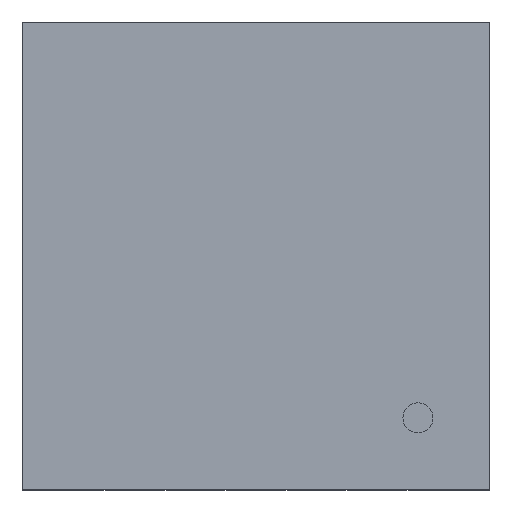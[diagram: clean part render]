
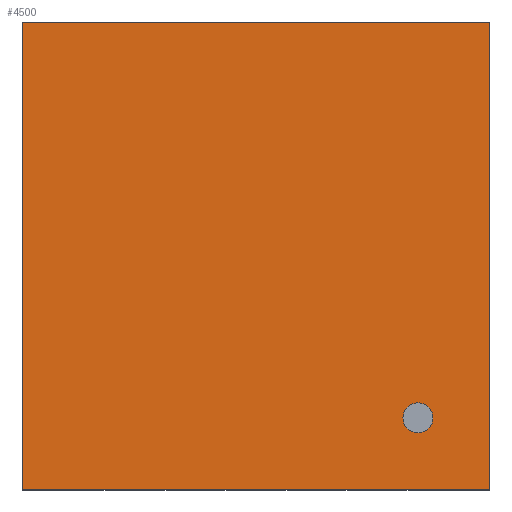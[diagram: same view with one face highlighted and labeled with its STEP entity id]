
A CAD part, top view. The second image highlights one B-rep face of the part: STEP entity #4500.
In plain terms, the highlighted planar face has unit normal (0, 0, 1).
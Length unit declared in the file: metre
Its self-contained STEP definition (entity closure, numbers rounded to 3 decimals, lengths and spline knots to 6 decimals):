
#226=CIRCLE('',#5138,0.000125);
#929=ORIENTED_EDGE('',*,*,#1946,.F.);
#930=ORIENTED_EDGE('',*,*,#1781,.F.);
#931=ORIENTED_EDGE('',*,*,#1919,.T.);
#932=ORIENTED_EDGE('',*,*,#1944,.T.);
#933=ORIENTED_EDGE('',*,*,#1804,.F.);
#1781=EDGE_CURVE('',#2338,#2339,#2789,.T.);
#1804=EDGE_CURVE('',#2339,#2361,#2812,.T.);
#1919=EDGE_CURVE('',#2338,#2458,#2903,.T.);
#1944=EDGE_CURVE('',#2458,#2361,#2928,.T.);
#1946=EDGE_CURVE('',#2475,#2475,#226,.T.);
#2338=VERTEX_POINT('',#7142);
#2339=VERTEX_POINT('',#7144);
#2361=VERTEX_POINT('',#7190);
#2458=VERTEX_POINT('',#7403);
#2475=VERTEX_POINT('',#7450);
#2789=LINE('',#7143,#3311);
#2812=LINE('',#7189,#3334);
#2903=LINE('',#7404,#3425);
#2928=LINE('',#7446,#3450);
#3311=VECTOR('',#5831,1.);
#3334=VECTOR('',#5856,1.);
#3425=VECTOR('',#5999,1.);
#3450=VECTOR('',#6026,1.);
#3751=EDGE_LOOP('',(#929));
#3752=EDGE_LOOP('',(#930,#931,#932,#933));
#4019=FACE_BOUND('',#3751,.T.);
#4020=FACE_BOUND('',#3752,.T.);
#4271=PLANE('',#5137);
#4500=ADVANCED_FACE('',(#4019,#4020),#4271,.T.);
#5137=AXIS2_PLACEMENT_3D('',#7448,#6028,#6029);
#5138=AXIS2_PLACEMENT_3D('',#7449,#6030,#6031);
#5831=DIRECTION('',(0.,-1.,0.));
#5856=DIRECTION('',(-1.,0.,0.));
#5999=DIRECTION('',(-1.,0.,0.));
#6026=DIRECTION('',(0.,-1.,0.));
#6028=DIRECTION('',(0.,0.,1.));
#6029=DIRECTION('',(1.,0.,0.));
#6030=DIRECTION('',(0.,0.,1.));
#6031=DIRECTION('',(1.,0.,0.));
#7142=CARTESIAN_POINT('',(0.00195,0.00195,0.0007));
#7143=CARTESIAN_POINT('',(0.00195,0.,0.0007));
#7144=CARTESIAN_POINT('',(0.00195,-0.00195,0.0007));
#7189=CARTESIAN_POINT('',(0.,-0.00195,0.0007));
#7190=CARTESIAN_POINT('',(-0.00195,-0.00195,0.0007));
#7403=CARTESIAN_POINT('',(-0.00195,0.00195,0.0007));
#7404=CARTESIAN_POINT('',(0.,0.00195,0.0007));
#7446=CARTESIAN_POINT('',(-0.00195,0.,0.0007));
#7448=CARTESIAN_POINT('',(0.,0.,0.0007));
#7449=CARTESIAN_POINT('',(0.00135,-0.00135,0.0007));
#7450=CARTESIAN_POINT('',(0.001475,-0.00135,0.0007));
